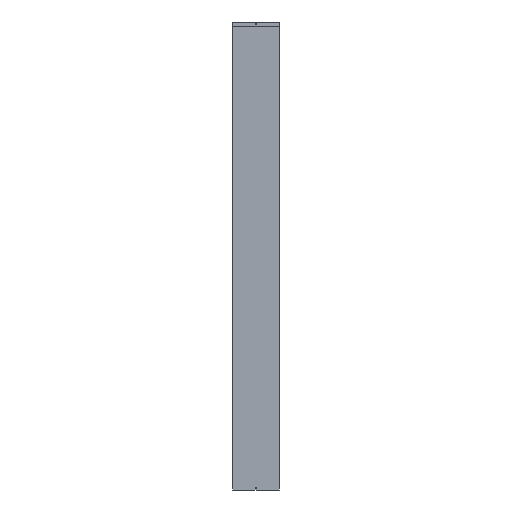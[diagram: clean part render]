
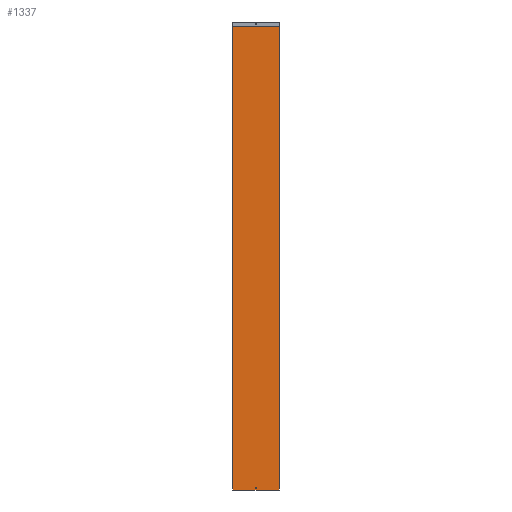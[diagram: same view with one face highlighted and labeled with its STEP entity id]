
A CAD part, front view. The second image highlights one B-rep face of the part: STEP entity #1337.
In plain terms, the highlighted planar face has unit normal (0, -1, 0).
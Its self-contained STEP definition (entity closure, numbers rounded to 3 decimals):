
#120 = ORIENTED_EDGE ( 'NONE', *, *, #778, .F. ) ;
#121 = ORIENTED_EDGE ( 'NONE', *, *, #836, .F. ) ;
#122 = ORIENTED_EDGE ( 'NONE', *, *, #779, .F. ) ;
#123 = ORIENTED_EDGE ( 'NONE', *, *, #775, .T. ) ;
#124 = ORIENTED_EDGE ( 'NONE', *, *, #780, .T. ) ;
#392 = VERTEX_POINT ( 'NONE', #1065 ) ;
#398 = VERTEX_POINT ( 'NONE', #1049 ) ;
#435 = VERTEX_POINT ( 'NONE', #970 ) ;
#445 = VERTEX_POINT ( 'NONE', #1273 ) ;
#588 = LINE ( 'NONE', #1068, #965 ) ;
#648 = AXIS2_PLACEMENT_3D ( 'NONE', #1568, #1573, #1574 ) ;
#676 = AXIS2_PLACEMENT_3D ( 'NONE', #1041, #1039, #1038 ) ;
#775 = EDGE_CURVE ( 'NONE', #398, #392, #588, .T. ) ;
#778 = EDGE_CURVE ( 'NONE', #1844, #1844, #1619, .T. ) ;
#779 = EDGE_CURVE ( 'NONE', #398, #445, #1623, .T. ) ;
#780 = EDGE_CURVE ( 'NONE', #392, #435, #1622, .T. ) ;
#836 = EDGE_CURVE ( 'NONE', #445, #435, #1718, .T. ) ;
#856 = EDGE_LOOP ( 'NONE', ( #120 ) ) ;
#965 = VECTOR ( 'NONE', #1067, 1000. ) ;
#967 = EDGE_LOOP ( 'NONE', ( #121, #122, #123, #124 ) ) ;
#970 = CARTESIAN_POINT ( 'NONE',  ( 150., 0., 0. ) ) ;
#1035 = DIRECTION ( 'NONE',  ( 1., 0., 0. ) ) ;
#1037 = DIRECTION ( 'NONE',  ( 1., 0., 0. ) ) ;
#1038 = DIRECTION ( 'NONE',  ( 0., 0., 1. ) ) ;
#1039 = DIRECTION ( 'NONE',  ( 0., -1., 0. ) ) ;
#1041 = CARTESIAN_POINT ( 'NONE',  ( 0., 0., 15. ) ) ;
#1048 = CARTESIAN_POINT ( 'NONE',  ( -150., 0., 0. ) ) ;
#1049 = CARTESIAN_POINT ( 'NONE',  ( -150., 0., 2968. ) ) ;
#1054 = CARTESIAN_POINT ( 'NONE',  ( -150., 0., 2968. ) ) ;
#1065 = CARTESIAN_POINT ( 'NONE',  ( -150., 0., 0. ) ) ;
#1067 = DIRECTION ( 'NONE',  ( 0., 0., -1. ) ) ;
#1068 = CARTESIAN_POINT ( 'NONE',  ( -150., 0., 2969. ) ) ;
#1273 = CARTESIAN_POINT ( 'NONE',  ( 150., 0., 2968. ) ) ;
#1337 = ADVANCED_FACE ( 'NONE', ( #1830, #1839 ), #1569, .F. ) ;
#1344 = CARTESIAN_POINT ( 'NONE',  ( 150., 0., 2969. ) ) ;
#1345 = DIRECTION ( 'NONE',  ( 0., 0., -1. ) ) ;
#1568 = CARTESIAN_POINT ( 'NONE',  ( -150., 0., 2969. ) ) ;
#1569 = PLANE ( 'NONE',  #648 ) ;
#1573 = DIRECTION ( 'NONE',  ( 0., 1., 0. ) ) ;
#1574 = DIRECTION ( 'NONE',  ( 0., 0., 1. ) ) ;
#1583 = CARTESIAN_POINT ( 'NONE',  ( 0., 0., 18.5 ) ) ;
#1619 = CIRCLE ( 'NONE', #676, 3.5 ) ;
#1622 = LINE ( 'NONE', #1048, #1624 ) ;
#1623 = LINE ( 'NONE', #1054, #1625 ) ;
#1624 = VECTOR ( 'NONE', #1035, 1000. ) ;
#1625 = VECTOR ( 'NONE', #1037, 1000. ) ;
#1718 = LINE ( 'NONE', #1344, #1721 ) ;
#1721 = VECTOR ( 'NONE', #1345, 1000. ) ;
#1830 = FACE_BOUND ( 'NONE', #856, .T. ) ;
#1839 = FACE_OUTER_BOUND ( 'NONE', #967, .T. ) ;
#1844 = VERTEX_POINT ( 'NONE', #1583 ) ;
